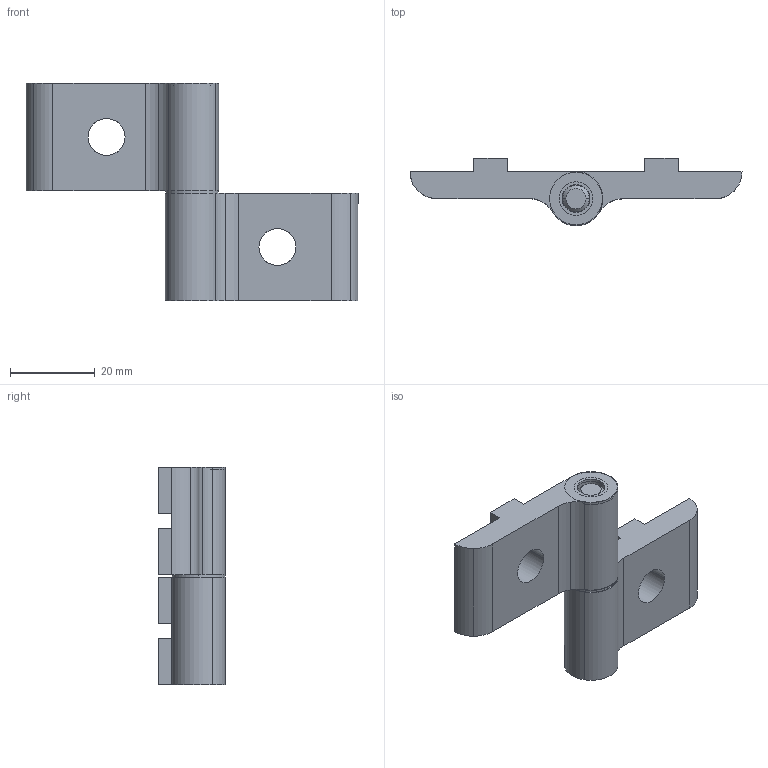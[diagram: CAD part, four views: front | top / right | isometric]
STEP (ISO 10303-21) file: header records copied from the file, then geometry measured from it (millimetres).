
FILE_DESCRIPTION((''),'2;1');
FILE_NAME('15HI8757.stp','2006-03-13T15:36:36',('Shawn Mantel'),('Faztek, LLC'),'Mechanical Desktop 2005','Mechanical Desktop 2005',', , ');
FILE_SCHEMA(('CONFIG_CONTROL_DESIGN'));
Length unit declared in the file: inch
Products named in the file (1): Product
Bounding box: 78.49 x 15.88 x 51.44 mm (x, y, z)
Volume: 17385.3 mm3; surface area: 11055 mm2
Topology: 5 solids, 5 shells, 83 faces, 200 edges, 132 vertices
Faces by surface type: cylinder 44, plane 35, cone 4
Entity records: 2575 total; most frequent: DIRECTION 468, CARTESIAN_POINT 416, ORIENTED_EDGE 400, EDGE_CURVE 200, AXIS2_PLACEMENT_3D 184, VERTEX_POINT 132, VECTOR 100, LINE 100
